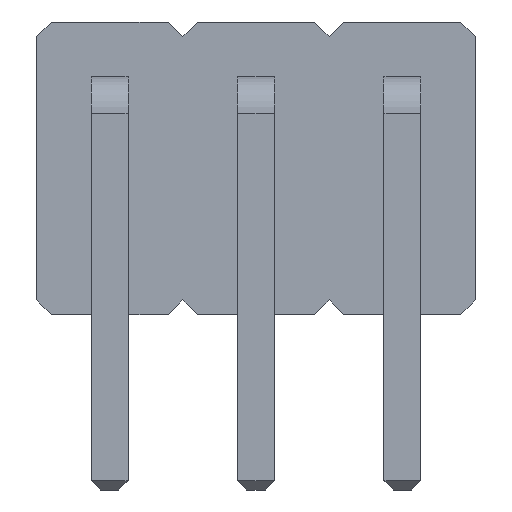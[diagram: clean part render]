
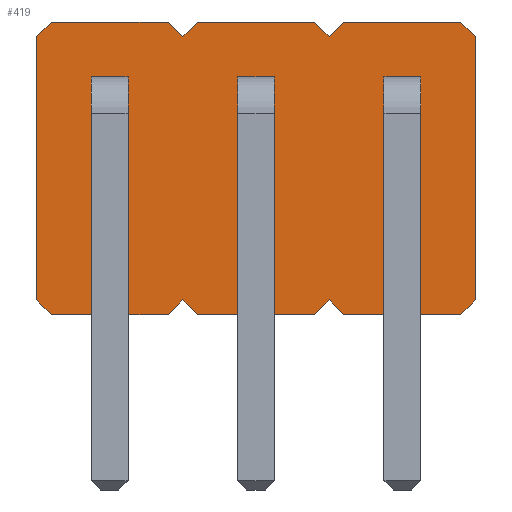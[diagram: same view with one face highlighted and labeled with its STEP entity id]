
A CAD part, left-side view. The second image highlights one B-rep face of the part: STEP entity #419.
In plain terms, the highlighted planar face has unit normal (-1, 0, 0).
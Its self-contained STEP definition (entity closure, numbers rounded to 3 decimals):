
#13=DIRECTION('',(0.,0.,1.));
#22=VERTEX_POINT('',#23);
#23=CARTESIAN_POINT('',(3.5,1.,0.2));
#34=VECTOR('',#35,1.);
#35=DIRECTION('',(0.,-0.707,-0.707));
#38=VERTEX_POINT('',#39);
#39=CARTESIAN_POINT('',(3.5,0.8,0.));
#42=EDGE_CURVE('',#22,#38,#43,.T.);
#43=LINE('',#23,#34);
#46=DIRECTION('',(0.,0.707,-0.707));
#56=VECTOR('',#57,1.);
#57=DIRECTION('',(0.,-1.,0.));
#60=VERTEX_POINT('',#61);
#61=CARTESIAN_POINT('',(3.5,-0.8,0.));
#64=EDGE_CURVE('',#38,#60,#65,.T.);
#65=LINE('',#39,#56);
#78=VECTOR('',#79,1.);
#79=DIRECTION('',(0.,-0.707,0.707));
#82=VERTEX_POINT('',#83);
#83=CARTESIAN_POINT('',(3.5,-1.,0.2));
#86=EDGE_CURVE('',#60,#82,#87,.T.);
#87=LINE('',#61,#78);
#102=VERTEX_POINT('',#103);
#103=CARTESIAN_POINT('',(3.5,-1.2,0.));
#106=EDGE_CURVE('',#82,#102,#107,.T.);
#107=LINE('',#83,#34);
#121=VERTEX_POINT('',#122);
#122=CARTESIAN_POINT('',(3.5,-2.8,0.));
#125=EDGE_CURVE('',#102,#121,#126,.T.);
#126=LINE('',#103,#56);
#140=VERTEX_POINT('',#141);
#141=CARTESIAN_POINT('',(3.5,-3.,0.2));
#144=EDGE_CURVE('',#121,#140,#145,.T.);
#145=LINE('',#122,#78);
#159=VERTEX_POINT('',#160);
#160=CARTESIAN_POINT('',(3.5,-3.2,0.));
#163=EDGE_CURVE('',#140,#159,#164,.T.);
#164=LINE('',#141,#34);
#179=VERTEX_POINT('',#180);
#180=CARTESIAN_POINT('',(3.5,-4.8,0.));
#183=EDGE_CURVE('',#159,#179,#184,.T.);
#184=LINE('',#185,#56);
#185=CARTESIAN_POINT('',(3.5,-3.2,0.));
#199=VERTEX_POINT('',#200);
#200=CARTESIAN_POINT('',(3.5,-5.,0.2));
#203=EDGE_CURVE('',#179,#199,#204,.T.);
#204=LINE('',#180,#78);
#216=VECTOR('',#13,1.);
#219=VERTEX_POINT('',#220);
#220=CARTESIAN_POINT('',(3.5,-5.,3.8));
#223=EDGE_CURVE('',#199,#219,#224,.T.);
#224=LINE('',#200,#216);
#236=VECTOR('',#237,1.);
#237=DIRECTION('',(0.,0.707,0.707));
#240=VERTEX_POINT('',#241);
#241=CARTESIAN_POINT('',(3.5,-4.8,4.));
#244=EDGE_CURVE('',#219,#240,#245,.T.);
#245=LINE('',#220,#236);
#257=VECTOR('',#258,1.);
#258=DIRECTION('',(0.,1.,0.));
#261=VERTEX_POINT('',#262);
#262=CARTESIAN_POINT('',(3.5,-3.2,4.));
#265=EDGE_CURVE('',#240,#261,#266,.T.);
#266=LINE('',#241,#257);
#278=VECTOR('',#46,1.);
#281=VERTEX_POINT('',#282);
#282=CARTESIAN_POINT('',(3.5,-3.,3.8));
#285=EDGE_CURVE('',#261,#281,#286,.T.);
#286=LINE('',#262,#278);
#300=VERTEX_POINT('',#301);
#301=CARTESIAN_POINT('',(3.5,-2.8,4.));
#304=EDGE_CURVE('',#281,#300,#305,.T.);
#305=LINE('',#282,#236);
#319=VERTEX_POINT('',#320);
#320=CARTESIAN_POINT('',(3.5,-1.2,4.));
#323=EDGE_CURVE('',#300,#319,#324,.T.);
#324=LINE('',#301,#257);
#338=VERTEX_POINT('',#339);
#339=CARTESIAN_POINT('',(3.5,-1.,3.8));
#342=EDGE_CURVE('',#319,#338,#343,.T.);
#343=LINE('',#320,#278);
#357=VERTEX_POINT('',#358);
#358=CARTESIAN_POINT('',(3.5,-0.8,4.));
#361=EDGE_CURVE('',#338,#357,#362,.T.);
#362=LINE('',#339,#236);
#376=VERTEX_POINT('',#377);
#377=CARTESIAN_POINT('',(3.5,0.8,4.));
#380=EDGE_CURVE('',#357,#376,#381,.T.);
#381=LINE('',#358,#257);
#395=VERTEX_POINT('',#396);
#396=CARTESIAN_POINT('',(3.5,1.,3.8));
#399=EDGE_CURVE('',#376,#395,#400,.T.);
#400=LINE('',#377,#278);
#410=VECTOR('',#411,1.);
#411=DIRECTION('',(0.,0.,-1.));
#414=EDGE_CURVE('',#395,#22,#415,.T.);
#415=LINE('',#396,#410);
#419=ADVANCED_FACE('',(#420),#442,.T.);
#420=FACE_BOUND('',#421,.T.);
#421=EDGE_LOOP('',(#422,#423,#424,#425,#426,#427,#428,#429,#430,#431,#432,#433,#434,#435,#436,#437,#438,#439,#440,#441));
#422=ORIENTED_EDGE('',*,*,#42,.T.);
#423=ORIENTED_EDGE('',*,*,#64,.T.);
#424=ORIENTED_EDGE('',*,*,#86,.T.);
#425=ORIENTED_EDGE('',*,*,#106,.T.);
#426=ORIENTED_EDGE('',*,*,#125,.T.);
#427=ORIENTED_EDGE('',*,*,#144,.T.);
#428=ORIENTED_EDGE('',*,*,#163,.T.);
#429=ORIENTED_EDGE('',*,*,#183,.T.);
#430=ORIENTED_EDGE('',*,*,#203,.T.);
#431=ORIENTED_EDGE('',*,*,#223,.T.);
#432=ORIENTED_EDGE('',*,*,#244,.T.);
#433=ORIENTED_EDGE('',*,*,#265,.T.);
#434=ORIENTED_EDGE('',*,*,#285,.T.);
#435=ORIENTED_EDGE('',*,*,#304,.T.);
#436=ORIENTED_EDGE('',*,*,#323,.T.);
#437=ORIENTED_EDGE('',*,*,#342,.T.);
#438=ORIENTED_EDGE('',*,*,#361,.T.);
#439=ORIENTED_EDGE('',*,*,#380,.T.);
#440=ORIENTED_EDGE('',*,*,#399,.T.);
#441=ORIENTED_EDGE('',*,*,#414,.T.);
#442=PLANE('',#443);
#443=AXIS2_PLACEMENT_3D('',#444,#445,#446);
#444=CARTESIAN_POINT('',(3.5,-2.,2.));
#445=DIRECTION('',(-1.,0.,0.));
#446=DIRECTION('',(0.,-1.,0.));
